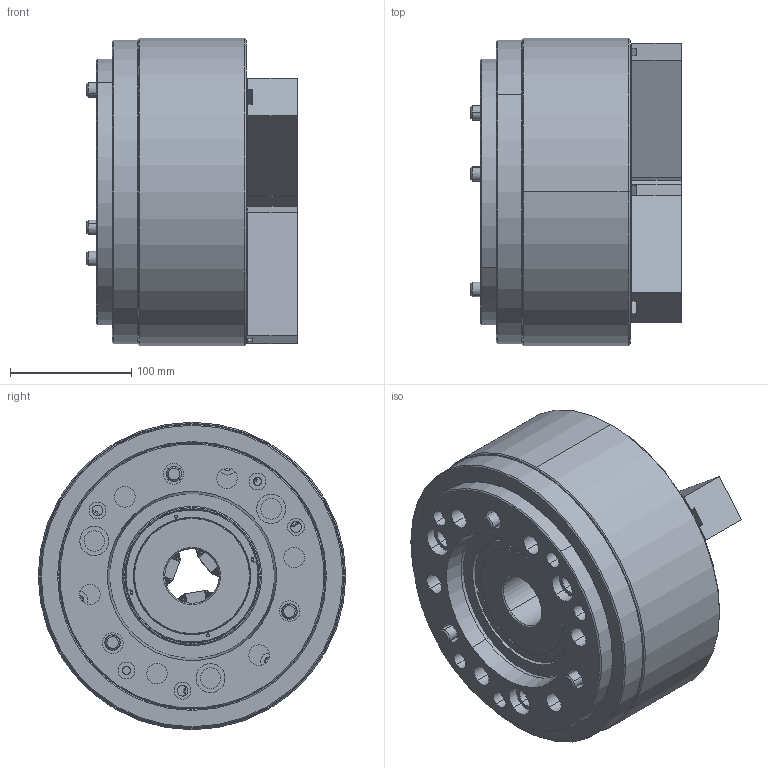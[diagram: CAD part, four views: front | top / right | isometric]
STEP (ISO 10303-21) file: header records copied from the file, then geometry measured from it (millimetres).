
FILE_DESCRIPTION (( 'STEP AP203' ), '1' );
FILE_NAME ('CF-3Q-10A8.STEP', '2020-01-15T07:45:59', ( 'temp' ), ( '' ), 'SwSTEP 2.0', 'SolidWorks 2016', '' );
FILE_SCHEMA (( 'CONFIG_CONTROL_DESIGN' ));
Length unit declared in the file: millimetre
Products named in the file (13): CF-3Q-10-01000; 3H-10-11000-A8法蘭; CF-3Q-10-02000; CF-3Q-10A8; CF-3Q-10-05000; CF-3Q-10-06000; SJ-10; 3Q-10-07000; 圓頭內六角螺栓_M12x35; CF-3Q-08-11000; 圓頭內六角螺栓_M8x30; 圓頭內六角螺栓_M8x16; 圓頭內六角螺栓_M12x120
Assembly tree (31 placements, depth 2):
  CF-3Q-10A8
    CF-3Q-10-01000
    CF-3Q-10-02000
    CF-3Q-10-05000
    CF-3Q-10-06000
    3Q-10-07000
    CF-3Q-08-11000
    SJ-10  x3
    圓頭內六角螺栓_M12x35  x6
    圓頭內六角螺栓_M8x30  x9
    圓頭內六角螺栓_M8x16  x3
    圓頭內六角螺栓_M12x120  x3
    3H-10-11000-A8法蘭
Bounding box: 174 x 254 x 254 mm (x, y, z)
Volume: 5969911.1 mm3; surface area: 662690.5 mm2
Topology: 31 solids, 34 shells, 2900 faces, 7928 edges, 5115 vertices
Faces by surface type: plane 1774, cylinder 854, cone 270, torus 2
Entity records: 40334 total; most frequent: CARTESIAN_POINT 7624, ORIENTED_EDGE 6496, DIRECTION 6333, EDGE_CURVE 3248, VERTEX_POINT 2122, AXIS2_PLACEMENT_3D 2113, VECTOR 2107, LINE 2107
